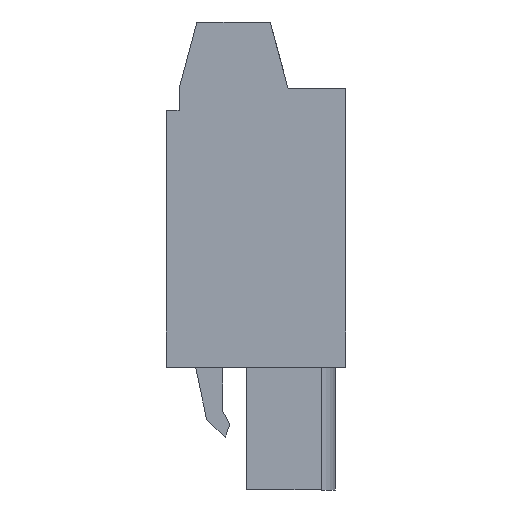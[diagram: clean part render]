
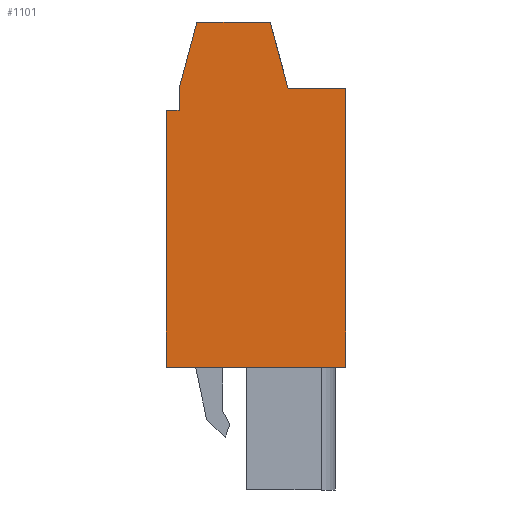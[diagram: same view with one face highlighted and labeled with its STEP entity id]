
A CAD part, left-side view. The second image highlights one B-rep face of the part: STEP entity #1101.
In plain terms, the highlighted planar face has unit normal (-1, 0, 0).
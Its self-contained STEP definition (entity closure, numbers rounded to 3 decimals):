
#1041=AXIS2_PLACEMENT_3D('Plane Axis2P3D',#1038,#1039,#1040) ;
#49=CARTESIAN_POINT('Vertex',(0.,12.2,25.8)) ;
#52=CARTESIAN_POINT('Line Origine',(0.,11.763,25.8)) ;
#56=CARTESIAN_POINT('Vertex',(0.,11.325,25.8)) ;
#120=CARTESIAN_POINT('Vertex',(0.,12.2,8.35)) ;
#123=CARTESIAN_POINT('Line Origine',(0.,12.2,17.075)) ;
#1038=CARTESIAN_POINT('Axis2P3D Location',(0.,-0.45,0.)) ;
#1043=CARTESIAN_POINT('Line Origine',(0.,6.1,8.35)) ;
#1047=CARTESIAN_POINT('Vertex',(0.,0.,8.35)) ;
#1050=CARTESIAN_POINT('Line Origine',(0.,0.,17.825)) ;
#1054=CARTESIAN_POINT('Vertex',(0.,0.,27.3)) ;
#1057=CARTESIAN_POINT('Line Origine',(0.,1.962,27.3)) ;
#1061=CARTESIAN_POINT('Vertex',(0.,3.925,27.3)) ;
#1064=CARTESIAN_POINT('Line Origine',(0.,4.528,29.55)) ;
#1068=CARTESIAN_POINT('Vertex',(0.,5.131,31.8)) ;
#1071=CARTESIAN_POINT('Line Origine',(0.,7.625,31.8)) ;
#1075=CARTESIAN_POINT('Vertex',(0.,10.119,31.8)) ;
#1078=CARTESIAN_POINT('Line Origine',(0.,10.722,29.55)) ;
#1082=CARTESIAN_POINT('Vertex',(0.,11.325,27.3)) ;
#1085=CARTESIAN_POINT('Line Origine',(0.,11.325,26.55)) ;
#53=DIRECTION('Vector Direction',(0.,1.,0.)) ;
#124=DIRECTION('Vector Direction',(0.,0.,-1.)) ;
#1039=DIRECTION('Axis2P3D Direction',(-1.,0.,0.)) ;
#1040=DIRECTION('Axis2P3D XDirection',(0.,0.,1.)) ;
#1044=DIRECTION('Vector Direction',(0.,-1.,0.)) ;
#1051=DIRECTION('Vector Direction',(0.,0.,1.)) ;
#1058=DIRECTION('Vector Direction',(0.,1.,0.)) ;
#1065=DIRECTION('Vector Direction',(0.,0.259,0.966)) ;
#1072=DIRECTION('Vector Direction',(0.,1.,0.)) ;
#1079=DIRECTION('Vector Direction',(0.,0.259,-0.966)) ;
#1086=DIRECTION('Vector Direction',(0.,0.,-1.)) ;
#54=VECTOR('Line Direction',#53,1.) ;
#125=VECTOR('Line Direction',#124,1.) ;
#1045=VECTOR('Line Direction',#1044,1.) ;
#1052=VECTOR('Line Direction',#1051,1.) ;
#1059=VECTOR('Line Direction',#1058,1.) ;
#1066=VECTOR('Line Direction',#1065,1.) ;
#1073=VECTOR('Line Direction',#1072,1.) ;
#1080=VECTOR('Line Direction',#1079,1.) ;
#1087=VECTOR('Line Direction',#1086,1.) ;
#1091=ORIENTED_EDGE('',*,*,#1049,.T.) ;
#1092=ORIENTED_EDGE('',*,*,#1056,.T.) ;
#1093=ORIENTED_EDGE('',*,*,#1063,.T.) ;
#1094=ORIENTED_EDGE('',*,*,#1070,.T.) ;
#1095=ORIENTED_EDGE('',*,*,#1077,.T.) ;
#1096=ORIENTED_EDGE('',*,*,#1084,.T.) ;
#1097=ORIENTED_EDGE('',*,*,#1089,.T.) ;
#1098=ORIENTED_EDGE('',*,*,#58,.T.) ;
#1099=ORIENTED_EDGE('',*,*,#127,.T.) ;
#1101=ADVANCED_FACE('HOUSING',(#1100),#1042,.T.) ;
#58=EDGE_CURVE('',#57,#50,#55,.T.) ;
#127=EDGE_CURVE('',#50,#121,#126,.T.) ;
#1049=EDGE_CURVE('',#121,#1048,#1046,.T.) ;
#1056=EDGE_CURVE('',#1048,#1055,#1053,.T.) ;
#1063=EDGE_CURVE('',#1055,#1062,#1060,.T.) ;
#1070=EDGE_CURVE('',#1062,#1069,#1067,.T.) ;
#1077=EDGE_CURVE('',#1069,#1076,#1074,.T.) ;
#1084=EDGE_CURVE('',#1076,#1083,#1081,.T.) ;
#1089=EDGE_CURVE('',#1083,#57,#1088,.T.) ;
#1090=EDGE_LOOP('',(#1091,#1092,#1093,#1094,#1095,#1096,#1097,#1098,#1099)) ;
#1100=FACE_OUTER_BOUND('',#1090,.T.) ;
#55=LINE('Line',#52,#54) ;
#126=LINE('Line',#123,#125) ;
#1046=LINE('Line',#1043,#1045) ;
#1053=LINE('Line',#1050,#1052) ;
#1060=LINE('Line',#1057,#1059) ;
#1067=LINE('Line',#1064,#1066) ;
#1074=LINE('Line',#1071,#1073) ;
#1081=LINE('Line',#1078,#1080) ;
#1088=LINE('Line',#1085,#1087) ;
#1042=PLANE('',#1041) ;
#50=VERTEX_POINT('',#49) ;
#57=VERTEX_POINT('',#56) ;
#121=VERTEX_POINT('',#120) ;
#1048=VERTEX_POINT('',#1047) ;
#1055=VERTEX_POINT('',#1054) ;
#1062=VERTEX_POINT('',#1061) ;
#1069=VERTEX_POINT('',#1068) ;
#1076=VERTEX_POINT('',#1075) ;
#1083=VERTEX_POINT('',#1082) ;
